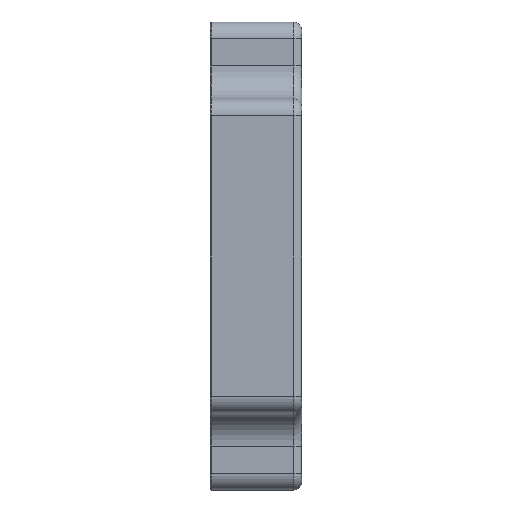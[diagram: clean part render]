
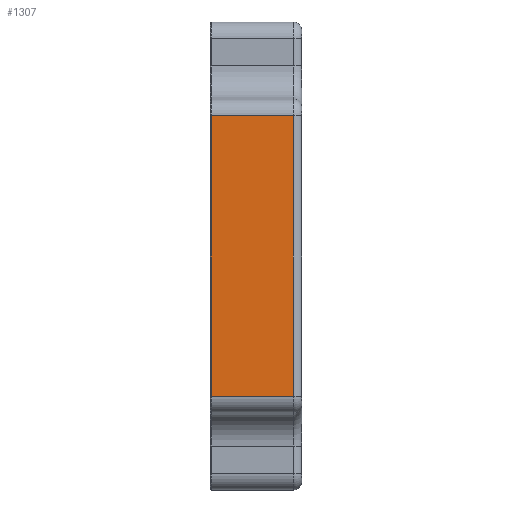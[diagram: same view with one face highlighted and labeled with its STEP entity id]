
A CAD part, front view. The second image highlights one B-rep face of the part: STEP entity #1307.
In plain terms, the highlighted planar face has unit normal (0, -1, 0).
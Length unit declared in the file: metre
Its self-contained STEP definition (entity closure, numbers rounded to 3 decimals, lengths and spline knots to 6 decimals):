
#413=ORIENTED_EDGE('',*,*,#684,.T.);
#414=ORIENTED_EDGE('',*,*,#558,.T.);
#415=ORIENTED_EDGE('',*,*,#683,.F.);
#416=ORIENTED_EDGE('',*,*,#663,.T.);
#558=EDGE_CURVE('',#727,#731,#840,.T.);
#663=EDGE_CURVE('',#797,#801,#887,.T.);
#683=EDGE_CURVE('',#797,#731,#905,.T.);
#684=EDGE_CURVE('',#801,#727,#906,.T.);
#727=VERTEX_POINT('',#2012);
#731=VERTEX_POINT('',#2024);
#797=VERTEX_POINT('',#2222);
#801=VERTEX_POINT('',#2234);
#840=LINE('',#2025,#936);
#887=LINE('',#2235,#983);
#905=LINE('',#2272,#1001);
#906=LINE('',#2274,#1002);
#936=VECTOR('',#1584,1.);
#983=VECTOR('',#1817,1.);
#1001=VECTOR('',#1873,1.);
#1002=VECTOR('',#1876,1.);
#1073=EDGE_LOOP('',(#413,#414,#415,#416));
#1177=FACE_BOUND('',#1073,.T.);
#1237=PLANE('',#1476);
#1307=ADVANCED_FACE('',(#1177),#1237,.F.);
#1476=AXIS2_PLACEMENT_3D('',#2273,#1874,#1875);
#1584=DIRECTION('',(0.,0.,-1.));
#1817=DIRECTION('',(0.,0.,1.));
#1873=DIRECTION('',(-1.,0.,0.));
#1874=DIRECTION('',(0.,1.,0.));
#1875=DIRECTION('',(0.,0.,1.));
#1876=DIRECTION('',(-1.,0.,0.));
#2012=CARTESIAN_POINT('',(0.018192,-0.0404,-0.003962));
#2024=CARTESIAN_POINT('',(0.018192,-0.0404,-0.037782));
#2025=CARTESIAN_POINT('',(0.018192,-0.0404,-0.003962));
#2222=CARTESIAN_POINT('',(0.028092,-0.0404,-0.037782));
#2234=CARTESIAN_POINT('',(0.028092,-0.0404,-0.003962));
#2235=CARTESIAN_POINT('',(0.028092,-0.0404,-0.003962));
#2272=CARTESIAN_POINT('',(0.029092,-0.0404,-0.037782));
#2273=CARTESIAN_POINT('',(0.029092,-0.0404,-0.003962));
#2274=CARTESIAN_POINT('',(0.029092,-0.0404,-0.003962));
